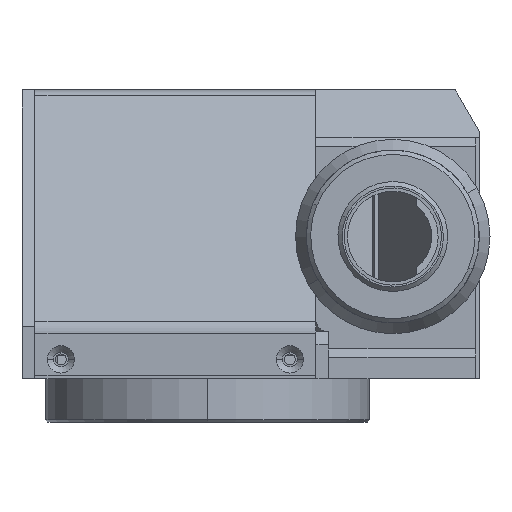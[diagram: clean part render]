
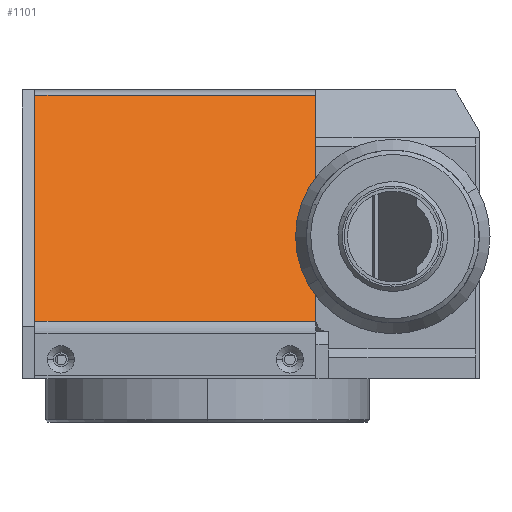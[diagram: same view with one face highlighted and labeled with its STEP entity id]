
A CAD part, left-side view. The second image highlights one B-rep face of the part: STEP entity #1101.
In plain terms, the highlighted planar face has unit normal (-0.707, 0, 0.707).
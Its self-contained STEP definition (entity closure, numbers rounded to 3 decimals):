
#607 = CARTESIAN_POINT ( 'NONE',  ( 18.581, 69., 32.828 ) ) ;
#866 = ORIENTED_EDGE ( 'NONE', *, *, #8611, .F. ) ;
#902 = ORIENTED_EDGE ( 'NONE', *, *, #7984, .F. ) ;
#1101 = ADVANCED_FACE ( 'NONE', ( #14037 ), #4882, .T. ) ;
#1283 = LINE ( 'NONE', #8529, #4594 ) ;
#2292 = LINE ( 'NONE', #11834, #3418 ) ;
#2561 = LINE ( 'NONE', #12084, #13188 ) ;
#3383 = VECTOR ( 'NONE', #11793, 1000. ) ;
#3418 = VECTOR ( 'NONE', #11846, 1000. ) ;
#4594 = VECTOR ( 'NONE', #8225, 1000. ) ;
#4627 = LINE ( 'NONE', #11811, #3383 ) ;
#4651 = DIRECTION ( 'NONE',  ( 0.707, 0., 0.707 ) ) ;
#4659 = DIRECTION ( 'NONE',  ( -0.707, 0., 0.707 ) ) ;
#4669 = EDGE_LOOP ( 'NONE', ( #866, #9881, #7253, #902 ) ) ;
#4670 = CARTESIAN_POINT ( 'NONE',  ( -34.414, 104., -20.167 ) ) ;
#4882 = PLANE ( 'NONE',  #5436 ) ;
#5436 = AXIS2_PLACEMENT_3D ( 'NONE', #4670, #4659, #4651 ) ;
#7253 = ORIENTED_EDGE ( 'NONE', *, *, #8626, .F. ) ;
#7984 = EDGE_CURVE ( 'NONE', #11748, #13387, #1283, .T. ) ;
#8169 = VERTEX_POINT ( 'NONE', #607 ) ;
#8225 = DIRECTION ( 'NONE',  ( 0., 1., 0. ) ) ;
#8529 = CARTESIAN_POINT ( 'NONE',  ( -33.828, 104., -19.581 ) ) ;
#8594 = EDGE_CURVE ( 'NONE', #8169, #12904, #2561, .T. ) ;
#8611 = EDGE_CURVE ( 'NONE', #12904, #11748, #2292, .T. ) ;
#8626 = EDGE_CURVE ( 'NONE', #13387, #8169, #4627, .T. ) ;
#9839 = CARTESIAN_POINT ( 'NONE',  ( -33.828, 69., -19.581 ) ) ;
#9881 = ORIENTED_EDGE ( 'NONE', *, *, #8594, .F. ) ;
#10999 = CARTESIAN_POINT ( 'NONE',  ( 18.581, 4., 32.828 ) ) ;
#11748 = VERTEX_POINT ( 'NONE', #14114 ) ;
#11793 = DIRECTION ( 'NONE',  ( 0.707, 0., 0.707 ) ) ;
#11811 = CARTESIAN_POINT ( 'NONE',  ( -34.414, 69., -20.167 ) ) ;
#11834 = CARTESIAN_POINT ( 'NONE',  ( -34.414, 4., -20.167 ) ) ;
#11846 = DIRECTION ( 'NONE',  ( -0.707, 0., -0.707 ) ) ;
#12038 = DIRECTION ( 'NONE',  ( 0., -1., 0. ) ) ;
#12084 = CARTESIAN_POINT ( 'NONE',  ( 18.581, 104., 32.828 ) ) ;
#12904 = VERTEX_POINT ( 'NONE', #10999 ) ;
#13188 = VECTOR ( 'NONE', #12038, 1000. ) ;
#13387 = VERTEX_POINT ( 'NONE', #9839 ) ;
#14037 = FACE_OUTER_BOUND ( 'NONE', #4669, .T. ) ;
#14114 = CARTESIAN_POINT ( 'NONE',  ( -33.828, 4., -19.581 ) ) ;
